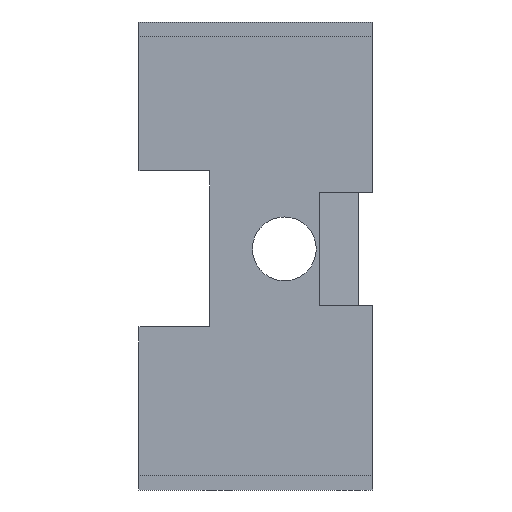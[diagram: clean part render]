
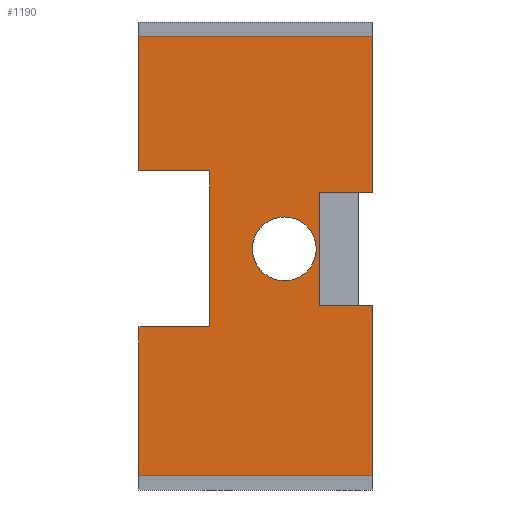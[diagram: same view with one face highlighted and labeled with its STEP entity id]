
A CAD part, front view. The second image highlights one B-rep face of the part: STEP entity #1190.
In plain terms, the highlighted planar face has unit normal (0, -1, 0).
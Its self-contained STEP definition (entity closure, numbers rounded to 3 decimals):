
#10=CARTESIAN_POINT('',(99.999,40.,
223.));
#20=DIRECTION('',(0.,1.,0.));
#30=DIRECTION('',(-1.,0.,0.));
#40=AXIS2_PLACEMENT_3D('',#10,#20,#30);
#50=PLANE('',#40);
#60=CARTESIAN_POINT('',(152.82,40.,
170.308));
#70=DIRECTION('',(0.,1.,0.));
#80=DIRECTION('',(-1.,0.,0.));
#90=AXIS2_PLACEMENT_3D('',#60,#70,#80);
#100=CIRCLE('',#90,4.5);
#110=CARTESIAN_POINT('',(148.32,40.,
170.308));
#120=VERTEX_POINT('',#110);
#130=CARTESIAN_POINT('',(157.32,40.,
170.308));
#140=VERTEX_POINT('',#130);
#150=EDGE_CURVE('',#120,#140,#100,.T.);
#160=ORIENTED_EDGE('',*,*,#150,.T.);
#170=EDGE_CURVE('',#140,#120,#100,.T.);
#180=ORIENTED_EDGE('',*,*,#170,.T.);
#190=EDGE_LOOP('',(#180,#160));
#200=FACE_BOUND('',#190,.T.);
#210=CARTESIAN_POINT('',(165.32,40.,
182.668));
#220=DIRECTION('',(0.,0.,-1.));
#230=VECTOR('',#220,1.);
#240=LINE('',#210,#230);
#250=CARTESIAN_POINT('',(165.32,40.,
200.308));
#260=VERTEX_POINT('',#250);
#270=CARTESIAN_POINT('',(165.32,40.,
178.308));
#280=VERTEX_POINT('',#270);
#290=EDGE_CURVE('',#260,#280,#240,.T.);
#300=ORIENTED_EDGE('',*,*,#290,.F.);
#310=CARTESIAN_POINT('',(99.999,40.,
178.308));
#320=DIRECTION('',(-1.,0.,0.));
#330=VECTOR('',#320,1.);
#340=LINE('',#310,#330);
#350=CARTESIAN_POINT('',(157.82,40.,
178.308));
#360=VERTEX_POINT('',#350);
#370=EDGE_CURVE('',#280,#360,#340,.T.);
#380=ORIENTED_EDGE('',*,*,#370,.F.);
#390=CARTESIAN_POINT('',(157.82,40.,
223.));
#400=DIRECTION('',(0.,0.,1.));
#410=VECTOR('',#400,1.);
#420=LINE('',#390,#410);
#430=CARTESIAN_POINT('',(157.82,40.,
162.308));
#440=VERTEX_POINT('',#430);
#450=EDGE_CURVE('',#440,#360,#420,.T.);
#460=ORIENTED_EDGE('',*,*,#450,.T.);
#470=CARTESIAN_POINT('',(99.999,40.,
162.308));
#480=DIRECTION('',(1.,0.,0.));
#490=VECTOR('',#480,1.);
#500=LINE('',#470,#490);
#510=CARTESIAN_POINT('',(165.32,40.,
162.308));
#520=VERTEX_POINT('',#510);
#530=EDGE_CURVE('',#440,#520,#500,.T.);
#540=ORIENTED_EDGE('',*,*,#530,.F.);
#550=CARTESIAN_POINT('',(165.32,40.,
223.));
#560=DIRECTION('',(0.,0.,-1.));
#570=VECTOR('',#560,1.);
#580=LINE('',#550,#570);
#590=CARTESIAN_POINT('',(165.32,40.,
138.308));
#600=VERTEX_POINT('',#590);
#610=EDGE_CURVE('',#520,#600,#580,.T.);
#620=ORIENTED_EDGE('',*,*,#610,.F.);
#630=CARTESIAN_POINT('',(99.999,40.,
138.308));
#640=DIRECTION('',(1.,0.,0.));
#650=VECTOR('',#640,1.);
#660=LINE('',#630,#650);
#670=CARTESIAN_POINT('',(132.32,40.,
138.308));
#680=VERTEX_POINT('',#670);
#690=EDGE_CURVE('',#680,#600,#660,.T.);
#700=ORIENTED_EDGE('',*,*,#690,.T.);
#710=CARTESIAN_POINT('',(132.32,40.,
223.));
#720=DIRECTION('',(0.,0.,-1.));
#730=VECTOR('',#720,1.);
#740=LINE('',#710,#730);
#750=CARTESIAN_POINT('',(132.32,40.,
159.308));
#760=VERTEX_POINT('',#750);
#770=EDGE_CURVE('',#760,#680,#740,.T.);
#780=ORIENTED_EDGE('',*,*,#770,.T.);
#790=CARTESIAN_POINT('',(142.32,40.,
159.308));
#800=DIRECTION('',(-1.,0.,0.));
#810=VECTOR('',#800,1.);
#820=LINE('',#790,#810);
#830=CARTESIAN_POINT('',(142.32,40.,
159.308));
#840=VERTEX_POINT('',#830);
#850=EDGE_CURVE('',#840,#760,#820,.T.);
#860=ORIENTED_EDGE('',*,*,#850,.T.);
#870=CARTESIAN_POINT('',(142.32,40.,
181.308));
#880=DIRECTION('',(0.,0.,-1.));
#890=VECTOR('',#880,1.);
#900=LINE('',#870,#890);
#910=CARTESIAN_POINT('',(142.32,40.,
181.308));
#920=VERTEX_POINT('',#910);
#930=EDGE_CURVE('',#920,#840,#900,.T.);
#940=ORIENTED_EDGE('',*,*,#930,.T.);
#950=CARTESIAN_POINT('',(132.32,40.,
181.308));
#960=DIRECTION('',(1.,0.,0.));
#970=VECTOR('',#960,1.);
#980=LINE('',#950,#970);
#990=CARTESIAN_POINT('',(132.32,40.,
181.308));
#1000=VERTEX_POINT('',#990);
#1010=EDGE_CURVE('',#1000,#920,#980,.T.);
#1020=ORIENTED_EDGE('',*,*,#1010,.T.);
#1030=CARTESIAN_POINT('',(132.32,40.,
202.308));
#1040=DIRECTION('',(0.,0.,-1.));
#1050=VECTOR('',#1040,1.);
#1060=LINE('',#1030,#1050);
#1070=CARTESIAN_POINT('',(132.32,40.,
200.308));
#1080=VERTEX_POINT('',#1070);
#1090=EDGE_CURVE('',#1080,#1000,#1060,.T.);
#1100=ORIENTED_EDGE('',*,*,#1090,.T.);
#1110=CARTESIAN_POINT('',(99.999,40.,
200.308));
#1120=DIRECTION('',(-1.,0.,0.));
#1130=VECTOR('',#1120,1.);
#1140=LINE('',#1110,#1130);
#1150=EDGE_CURVE('',#260,#1080,#1140,.T.);
#1160=ORIENTED_EDGE('',*,*,#1150,.T.);
#1170=EDGE_LOOP('',(#1160,#1100,#1020,#940,#860,#780,#700,#620,#540,#460
,#380,#300));
#1180=FACE_OUTER_BOUND('',#1170,.T.);
#1190=ADVANCED_FACE('',(#200,#1180),#50,.F.);
